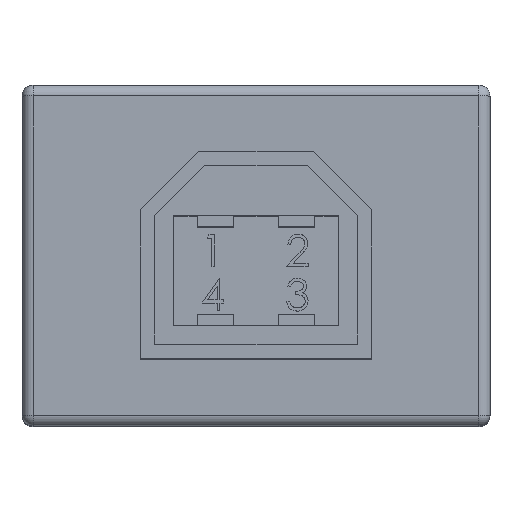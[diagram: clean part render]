
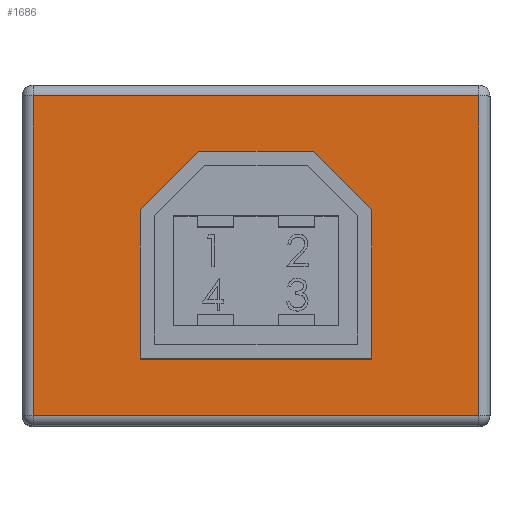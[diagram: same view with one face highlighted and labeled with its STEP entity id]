
A CAD part, top view. The second image highlights one B-rep face of the part: STEP entity #1686.
In plain terms, the highlighted planar face has unit normal (0, 0, 1).
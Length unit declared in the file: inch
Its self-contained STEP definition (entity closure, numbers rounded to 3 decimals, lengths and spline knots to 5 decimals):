
#1417 = ORIENTED_EDGE ( 'NONE', *, *, #1445, .T. ) ;
#1445 = EDGE_CURVE ( 'NONE', #1670, #1455, #13260, .T. ) ;
#1455 = VERTEX_POINT ( 'NONE', #13234 ) ;
#1523 = ORIENTED_EDGE ( 'NONE', *, *, #1531, .F. ) ;
#1524 = ORIENTED_EDGE ( 'NONE', *, *, #1528, .T. ) ;
#1525 = VERTEX_POINT ( 'NONE', #13381 ) ;
#1526 = VERTEX_POINT ( 'NONE', #13380 ) ;
#1527 = EDGE_CURVE ( 'NONE', #1671, #1525, #13373, .T. ) ;
#1528 = EDGE_CURVE ( 'NONE', #1455, #1668, #13369, .T. ) ;
#1529 = VERTEX_POINT ( 'NONE', #13365 ) ;
#1530 = ORIENTED_EDGE ( 'NONE', *, *, #1532, .F. ) ;
#1531 = EDGE_CURVE ( 'NONE', #1529, #1526, #13364, .T. ) ;
#1532 = EDGE_CURVE ( 'NONE', #1525, #1529, #13360, .T. ) ;
#1533 = EDGE_LOOP ( 'NONE', ( #1523, #1530, #1534, #1664, #1657, #1653 ) ) ;
#1534 = ORIENTED_EDGE ( 'NONE', *, *, #1527, .F. ) ;
#1651 = VERTEX_POINT ( 'NONE', #13522 ) ;
#1653 = ORIENTED_EDGE ( 'NONE', *, *, #1654, .F. ) ;
#1654 = EDGE_CURVE ( 'NONE', #1526, #1651, #13521, .T. ) ;
#1657 = ORIENTED_EDGE ( 'NONE', *, *, #1661, .F. ) ;
#1659 = EDGE_CURVE ( 'NONE', #1672, #1671, #13565, .T. ) ;
#1660 = EDGE_CURVE ( 'NONE', #1668, #1662, #13561, .T. ) ;
#1661 = EDGE_CURVE ( 'NONE', #1651, #1672, #13556, .T. ) ;
#1662 = VERTEX_POINT ( 'NONE', #13552 ) ;
#1663 = ORIENTED_EDGE ( 'NONE', *, *, #1667, .T. ) ;
#1664 = ORIENTED_EDGE ( 'NONE', *, *, #1659, .F. ) ;
#1665 = EDGE_LOOP ( 'NONE', ( #1666, #1663, #1417, #1524 ) ) ;
#1666 = ORIENTED_EDGE ( 'NONE', *, *, #1660, .T. ) ;
#1667 = EDGE_CURVE ( 'NONE', #1662, #1670, #13551, .T. ) ;
#1668 = VERTEX_POINT ( 'NONE', #13547 ) ;
#1670 = VERTEX_POINT ( 'NONE', #13541 ) ;
#1671 = VERTEX_POINT ( 'NONE', #13608 ) ;
#1672 = VERTEX_POINT ( 'NONE', #13607 ) ;
#1686 = ADVANCED_FACE ( 'NONE', ( #13583, #13582 ), #13580, .F. ) ;
#13234 = CARTESIAN_POINT ( 'NONE',  ( 0.304, 0.2175, 0.357 ) ) ;
#13257 = DIRECTION ( 'NONE',  ( 0., 1., 0. ) ) ;
#13258 = VECTOR ( 'NONE', #13257, 39.37008 ) ;
#13259 = CARTESIAN_POINT ( 'NONE',  ( 0.304, 0.2325, 0.357 ) ) ;
#13260 = LINE ( 'NONE', #13259, #13258 ) ;
#13357 = DIRECTION ( 'NONE',  ( -0.707, -0.707, 0. ) ) ;
#13358 = VECTOR ( 'NONE', #13357, 39.37008 ) ;
#13359 = CARTESIAN_POINT ( 'NONE',  ( -0.078, 0.1415, 0.357 ) ) ;
#13360 = LINE ( 'NONE', #13359, #13358 ) ;
#13361 = DIRECTION ( 'NONE',  ( 0., -1., 0. ) ) ;
#13362 = VECTOR ( 'NONE', #13361, 39.37008 ) ;
#13363 = CARTESIAN_POINT ( 'NONE',  ( -0.158, 0.0615, 0.357 ) ) ;
#13364 = LINE ( 'NONE', #13363, #13362 ) ;
#13365 = CARTESIAN_POINT ( 'NONE',  ( -0.158, 0.0615, 0.357 ) ) ;
#13366 = DIRECTION ( 'NONE',  ( -1., 0., 0. ) ) ;
#13367 = VECTOR ( 'NONE', #13366, 39.37008 ) ;
#13368 = CARTESIAN_POINT ( 'NONE',  ( 0.319, 0.2175, 0.357 ) ) ;
#13369 = LINE ( 'NONE', #13368, #13367 ) ;
#13370 = DIRECTION ( 'NONE',  ( -1., 0., 0. ) ) ;
#13371 = VECTOR ( 'NONE', #13370, 39.37008 ) ;
#13372 = CARTESIAN_POINT ( 'NONE',  ( 0.078, 0.1415, 0.357 ) ) ;
#13373 = LINE ( 'NONE', #13372, #13371 ) ;
#13380 = CARTESIAN_POINT ( 'NONE',  ( -0.158, -0.1415, 0.357 ) ) ;
#13381 = CARTESIAN_POINT ( 'NONE',  ( -0.078, 0.1415, 0.357 ) ) ;
#13518 = DIRECTION ( 'NONE',  ( 1., 0., 0. ) ) ;
#13519 = VECTOR ( 'NONE', #13518, 39.37008 ) ;
#13520 = CARTESIAN_POINT ( 'NONE',  ( 0.158, -0.1415, 0.357 ) ) ;
#13521 = LINE ( 'NONE', #13520, #13519 ) ;
#13522 = CARTESIAN_POINT ( 'NONE',  ( 0.158, -0.1415, 0.357 ) ) ;
#13541 = CARTESIAN_POINT ( 'NONE',  ( 0.304, -0.2175, 0.357 ) ) ;
#13547 = CARTESIAN_POINT ( 'NONE',  ( -0.304, 0.2175, 0.357 ) ) ;
#13548 = DIRECTION ( 'NONE',  ( 1., 0., 0. ) ) ;
#13549 = VECTOR ( 'NONE', #13548, 39.37008 ) ;
#13550 = CARTESIAN_POINT ( 'NONE',  ( 0.319, -0.2175, 0.357 ) ) ;
#13551 = LINE ( 'NONE', #13550, #13549 ) ;
#13552 = CARTESIAN_POINT ( 'NONE',  ( -0.304, -0.2175, 0.357 ) ) ;
#13553 = DIRECTION ( 'NONE',  ( 0., 1., 0. ) ) ;
#13554 = VECTOR ( 'NONE', #13553, 39.37008 ) ;
#13555 = CARTESIAN_POINT ( 'NONE',  ( 0.158, 0.0615, 0.357 ) ) ;
#13556 = LINE ( 'NONE', #13555, #13554 ) ;
#13557 = DIRECTION ( 'NONE',  ( 0., -1., 0. ) ) ;
#13559 = VECTOR ( 'NONE', #13557, 39.37008 ) ;
#13560 = CARTESIAN_POINT ( 'NONE',  ( -0.304, 0.2325, 0.357 ) ) ;
#13561 = LINE ( 'NONE', #13560, #13559 ) ;
#13562 = DIRECTION ( 'NONE',  ( -0.707, 0.707, 0. ) ) ;
#13563 = VECTOR ( 'NONE', #13562, 39.37008 ) ;
#13564 = CARTESIAN_POINT ( 'NONE',  ( 0.158, 0.0615, 0.357 ) ) ;
#13565 = LINE ( 'NONE', #13564, #13563 ) ;
#13576 = DIRECTION ( 'NONE',  ( -1., 0., 0. ) ) ;
#13577 = DIRECTION ( 'NONE',  ( 0., 0., -1. ) ) ;
#13578 = CARTESIAN_POINT ( 'NONE',  ( 0.319, 0.2325, 0.357 ) ) ;
#13579 = AXIS2_PLACEMENT_3D ( 'NONE', #13578, #13577, #13576 ) ;
#13580 = PLANE ( 'NONE',  #13579 ) ;
#13582 = FACE_BOUND ( 'NONE', #1533, .T. ) ;
#13583 = FACE_OUTER_BOUND ( 'NONE', #1665, .T. ) ;
#13607 = CARTESIAN_POINT ( 'NONE',  ( 0.158, 0.0615, 0.357 ) ) ;
#13608 = CARTESIAN_POINT ( 'NONE',  ( 0.078, 0.1415, 0.357 ) ) ;
